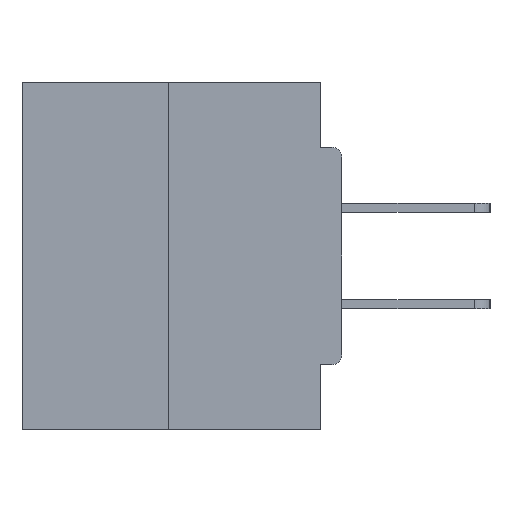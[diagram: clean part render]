
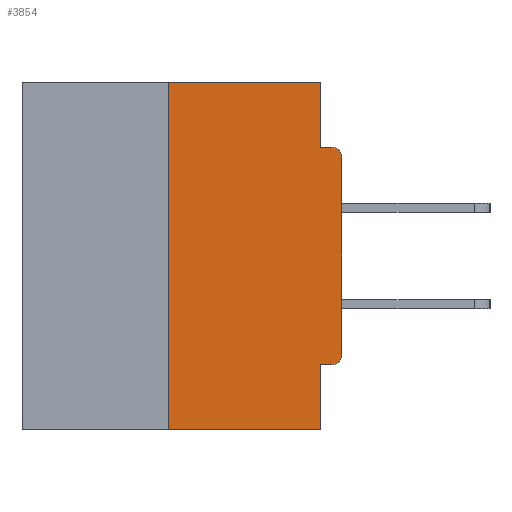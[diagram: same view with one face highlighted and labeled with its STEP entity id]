
A CAD part, left-side view. The second image highlights one B-rep face of the part: STEP entity #3854.
In plain terms, the highlighted planar face has unit normal (-1, 0, 0).
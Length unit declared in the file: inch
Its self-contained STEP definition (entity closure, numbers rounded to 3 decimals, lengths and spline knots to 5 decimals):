
#165 = EDGE_CURVE ( 'NONE', #5479, #5148, #22851, .T. ) ;
#590 = ORIENTED_EDGE ( 'NONE', *, *, #2508, .T. ) ;
#612 = CIRCLE ( 'NONE', #7395, 0.015 ) ;
#641 = DIRECTION ( 'NONE',  ( 0., 1., 0. ) ) ;
#767 = CARTESIAN_POINT ( 'NONE',  ( 0., 0.015, -0.0935 ) ) ;
#997 = CARTESIAN_POINT ( 'NONE',  ( 0., 0., -0.0935 ) ) ;
#1153 = ORIENTED_EDGE ( 'NONE', *, *, #5873, .F. ) ;
#1350 = VECTOR ( 'NONE', #4796, 39.37008 ) ;
#1396 = VECTOR ( 'NONE', #7633, 39.37008 ) ;
#1609 = ORIENTED_EDGE ( 'NONE', *, *, #13777, .F. ) ;
#2142 = LINE ( 'NONE', #19622, #7373 ) ;
#2172 = VERTEX_POINT ( 'NONE', #17423 ) ;
#2189 = LINE ( 'NONE', #9721, #1350 ) ;
#2343 = DIRECTION ( 'NONE',  ( 0., 0., -1. ) ) ;
#2508 = EDGE_CURVE ( 'NONE', #28555, #28338, #11563, .T. ) ;
#2773 = DIRECTION ( 'NONE',  ( 0., 0., 1. ) ) ;
#3477 = EDGE_LOOP ( 'NONE', ( #4222, #1609, #31960, #26981, #1153, #31083, #8574, #590, #28204, #15538 ) ) ;
#3854 = ADVANCED_FACE ( 'NONE', ( #14864 ), #29767, .F. ) ;
#4222 = ORIENTED_EDGE ( 'NONE', *, *, #165, .F. ) ;
#4792 = AXIS2_PLACEMENT_3D ( 'NONE', #32294, #22281, #2343 ) ;
#4796 = DIRECTION ( 'NONE',  ( 0., 0., 1. ) ) ;
#5148 = VERTEX_POINT ( 'NONE', #11038 ) ;
#5277 = VECTOR ( 'NONE', #23255, 39.37008 ) ;
#5373 = DIRECTION ( 'NONE',  ( 0., -1., 0. ) ) ;
#5479 = VERTEX_POINT ( 'NONE', #13113 ) ;
#5873 = EDGE_CURVE ( 'NONE', #11372, #31913, #25797, .T. ) ;
#6392 = CARTESIAN_POINT ( 'NONE',  ( 0., 0.031, -0.0935 ) ) ;
#7373 = VECTOR ( 'NONE', #12127, 39.37008 ) ;
#7395 = AXIS2_PLACEMENT_3D ( 'NONE', #10975, #28175, #25353 ) ;
#7487 = LINE ( 'NONE', #12145, #1396 ) ;
#7633 = DIRECTION ( 'NONE',  ( 0., -1., 0. ) ) ;
#8574 = ORIENTED_EDGE ( 'NONE', *, *, #13275, .T. ) ;
#9721 = CARTESIAN_POINT ( 'NONE',  ( 0., 0.25, 0. ) ) ;
#10008 = VERTEX_POINT ( 'NONE', #14492 ) ;
#10150 = VECTOR ( 'NONE', #5373, 39.37008 ) ;
#10975 = CARTESIAN_POINT ( 'NONE',  ( 0., 0.015, -0.3915 ) ) ;
#11038 = CARTESIAN_POINT ( 'NONE',  ( 0., 0.031, 0. ) ) ;
#11372 = VERTEX_POINT ( 'NONE', #28137 ) ;
#11563 = CIRCLE ( 'NONE', #4792, 0.015 ) ;
#12127 = DIRECTION ( 'NONE',  ( 0., 0., -1. ) ) ;
#12145 = CARTESIAN_POINT ( 'NONE',  ( 0., 0.46, -0.5 ) ) ;
#12890 = VECTOR ( 'NONE', #2773, 39.37008 ) ;
#13113 = CARTESIAN_POINT ( 'NONE',  ( 0., 0.25, 0. ) ) ;
#13166 = LINE ( 'NONE', #23102, #5277 ) ;
#13275 = EDGE_CURVE ( 'NONE', #26755, #28555, #30099, .T. ) ;
#13385 = CARTESIAN_POINT ( 'NONE',  ( 0., 0., -0.4065 ) ) ;
#13777 = EDGE_CURVE ( 'NONE', #10008, #5479, #2189, .T. ) ;
#14492 = CARTESIAN_POINT ( 'NONE',  ( 0., 0.25, -0.5 ) ) ;
#14547 = DIRECTION ( 'NONE',  ( 1., 0., 0. ) ) ;
#14816 = EDGE_CURVE ( 'NONE', #10008, #2172, #7487, .T. ) ;
#14864 = FACE_OUTER_BOUND ( 'NONE', #3477, .T. ) ;
#15538 = ORIENTED_EDGE ( 'NONE', *, *, #22147, .F. ) ;
#16698 = DIRECTION ( 'NONE',  ( 0., 0., -1. ) ) ;
#17423 = CARTESIAN_POINT ( 'NONE',  ( 0., 0.031, -0.5 ) ) ;
#18438 = VECTOR ( 'NONE', #641, 39.37008 ) ;
#19397 = VECTOR ( 'NONE', #31439, 39.37008 ) ;
#19531 = CARTESIAN_POINT ( 'NONE',  ( 0., 0., -0.3915 ) ) ;
#19622 = CARTESIAN_POINT ( 'NONE',  ( 0., 0.031, 0. ) ) ;
#20615 = EDGE_CURVE ( 'NONE', #31913, #2172, #13166, .T. ) ;
#20912 = EDGE_CURVE ( 'NONE', #11372, #26755, #612, .T. ) ;
#22067 = EDGE_CURVE ( 'NONE', #29843, #28338, #26001, .T. ) ;
#22147 = EDGE_CURVE ( 'NONE', #5148, #29843, #2142, .T. ) ;
#22281 = DIRECTION ( 'NONE',  ( -1., 0., 0. ) ) ;
#22851 = LINE ( 'NONE', #27799, #10150 ) ;
#23102 = CARTESIAN_POINT ( 'NONE',  ( 0., 0.031, -0.5 ) ) ;
#23255 = DIRECTION ( 'NONE',  ( 0., 0., -1. ) ) ;
#23830 = AXIS2_PLACEMENT_3D ( 'NONE', #31595, #14547, #16698 ) ;
#25132 = CARTESIAN_POINT ( 'NONE',  ( 0., 0.031, -0.4065 ) ) ;
#25353 = DIRECTION ( 'NONE',  ( 0., 0., -1. ) ) ;
#25797 = LINE ( 'NONE', #13385, #18438 ) ;
#26001 = LINE ( 'NONE', #997, #19397 ) ;
#26594 = CARTESIAN_POINT ( 'NONE',  ( 0., 0., -0.1085 ) ) ;
#26755 = VERTEX_POINT ( 'NONE', #19531 ) ;
#26981 = ORIENTED_EDGE ( 'NONE', *, *, #20615, .F. ) ;
#27629 = CARTESIAN_POINT ( 'NONE',  ( 0., 0., 0. ) ) ;
#27799 = CARTESIAN_POINT ( 'NONE',  ( 0., 0.46, 0. ) ) ;
#28137 = CARTESIAN_POINT ( 'NONE',  ( 0., 0.015, -0.4065 ) ) ;
#28175 = DIRECTION ( 'NONE',  ( -1., 0., 0. ) ) ;
#28204 = ORIENTED_EDGE ( 'NONE', *, *, #22067, .F. ) ;
#28338 = VERTEX_POINT ( 'NONE', #767 ) ;
#28555 = VERTEX_POINT ( 'NONE', #26594 ) ;
#29767 = PLANE ( 'NONE',  #23830 ) ;
#29843 = VERTEX_POINT ( 'NONE', #6392 ) ;
#30099 = LINE ( 'NONE', #27629, #12890 ) ;
#31083 = ORIENTED_EDGE ( 'NONE', *, *, #20912, .T. ) ;
#31439 = DIRECTION ( 'NONE',  ( 0., -1., 0. ) ) ;
#31595 = CARTESIAN_POINT ( 'NONE',  ( 0., 0.46, 0. ) ) ;
#31913 = VERTEX_POINT ( 'NONE', #25132 ) ;
#31960 = ORIENTED_EDGE ( 'NONE', *, *, #14816, .T. ) ;
#32294 = CARTESIAN_POINT ( 'NONE',  ( 0., 0.015, -0.1085 ) ) ;
